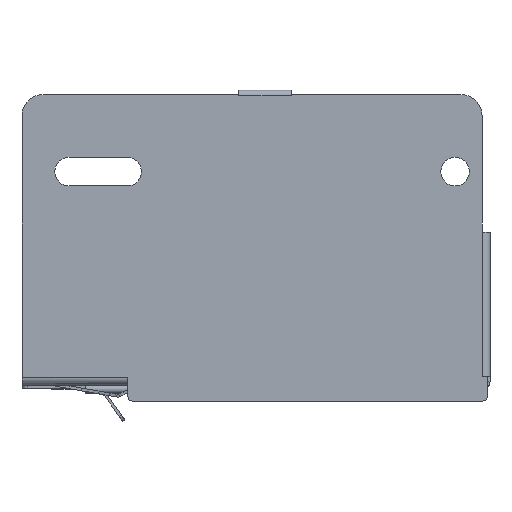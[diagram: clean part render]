
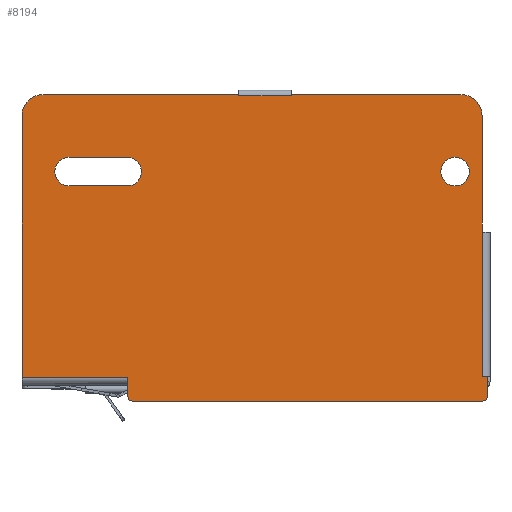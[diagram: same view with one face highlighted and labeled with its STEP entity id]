
A CAD part, front view. The second image highlights one B-rep face of the part: STEP entity #8194.
In plain terms, the highlighted planar face has unit normal (0, -1, 0).
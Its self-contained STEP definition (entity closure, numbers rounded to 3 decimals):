
#310=DIRECTION('',(0.,0.,1.));
#311=VECTOR('',#310,27.4);
#312=CARTESIAN_POINT('',(-13.963,17.25,-25.9));
#313=LINE('',#312,#311);
#2527=DIRECTION('',(0.,0.,-1.));
#2528=VECTOR('',#2527,0.463);
#2529=CARTESIAN_POINT('',(-80.963,17.25,-27.5));
#2530=LINE('',#2529,#2528);
#2541=DIRECTION('',(0.,0.,1.));
#2542=VECTOR('',#2541,1.5);
#2543=CARTESIAN_POINT('',(-80.963,17.25,-27.5));
#2544=LINE('',#2543,#2542);
#2548=DIRECTION('',(0.,0.,1.));
#2549=VECTOR('',#2548,49.5);
#2550=CARTESIAN_POINT('',(-100.963,17.25,-26.));
#2551=LINE('',#2550,#2549);
#2555=CARTESIAN_POINT('',(-96.963,17.25,23.5));
#2556=DIRECTION('',(0.,1.,0.));
#2557=DIRECTION('',(-1.,0.,0.));
#2558=AXIS2_PLACEMENT_3D('',#2555,#2556,#2557);
#2563=DIRECTION('',(0.,0.,-1.));
#2564=VECTOR('',#2563,0.2);
#2565=CARTESIAN_POINT('',(-60.,17.25,27.5));
#2566=LINE('',#2565,#2564);
#2570=CARTESIAN_POINT('',(-17.963,17.25,23.5));
#2571=DIRECTION('',(0.,1.,0.));
#2572=DIRECTION('',(0.,0.,1.));
#2573=AXIS2_PLACEMENT_3D('',#2570,#2571,#2572);
#2578=DIRECTION('',(0.,0.,-1.));
#2579=VECTOR('',#2578,2.117);
#2580=CARTESIAN_POINT('',(-12.963,17.25,-25.9));
#2581=LINE('',#2580,#2579);
#2585=DIRECTION('',(0.,0.,-1.));
#2586=VECTOR('',#2585,1.483);
#2587=CARTESIAN_POINT('',(-12.963,17.25,-28.017));
#2588=LINE('',#2587,#2586);
#2592=CARTESIAN_POINT('',(-13.963,17.25,-29.5));
#2593=DIRECTION('',(0.,1.,0.));
#2594=DIRECTION('',(1.,0.,0.));
#2595=AXIS2_PLACEMENT_3D('',#2592,#2593,#2594);
#2600=DIRECTION('',(-1.,0.,0.));
#2601=VECTOR('',#2600,66.);
#2602=CARTESIAN_POINT('',(-13.963,17.25,-30.5));
#2603=LINE('',#2602,#2601);
#2607=CARTESIAN_POINT('',(-79.963,17.25,-29.5));
#2608=DIRECTION('',(0.,1.,0.));
#2609=DIRECTION('',(0.,0.,-1.));
#2610=AXIS2_PLACEMENT_3D('',#2607,#2608,#2609);
#2615=DIRECTION('',(0.,0.,1.));
#2616=VECTOR('',#2615,1.537);
#2617=CARTESIAN_POINT('',(-80.963,17.25,-29.5));
#2618=LINE('',#2617,#2616);
#2622=CARTESIAN_POINT('',(-81.063,17.25,12.904));
#2623=DIRECTION('',(0.,-1.,0.));
#2624=DIRECTION('',(0.,0.,-1.));
#2625=AXIS2_PLACEMENT_3D('',#2622,#2623,#2624);
#2630=CARTESIAN_POINT('',(-92.063,17.25,12.904));
#2631=DIRECTION('',(0.,-1.,0.));
#2632=DIRECTION('',(0.,0.,1.));
#2633=AXIS2_PLACEMENT_3D('',#2630,#2631,#2632);
#2638=CARTESIAN_POINT('',(-19.063,17.25,12.904));
#2639=DIRECTION('',(0.,-1.,0.));
#2640=DIRECTION('',(0.,0.,1.));
#2641=AXIS2_PLACEMENT_3D('',#2638,#2639,#2640);
#2646=CARTESIAN_POINT('',(-19.063,17.25,12.904));
#2647=DIRECTION('',(0.,-1.,0.));
#2648=DIRECTION('',(0.,0.,-1.));
#2649=AXIS2_PLACEMENT_3D('',#2646,#2647,#2648);
#2698=DIRECTION('',(1.,0.,0.));
#2699=VECTOR('',#2698,20.);
#2700=CARTESIAN_POINT('',(-100.963,17.25,-26.));
#2701=LINE('',#2700,#2699);
#4671=DIRECTION('',(-1.,0.,0.));
#4672=VECTOR('',#4671,36.963);
#4673=CARTESIAN_POINT('',(-60.,17.25,27.5));
#4674=LINE('',#4673,#4672);
#4722=DIRECTION('',(-1.,0.,0.));
#4723=VECTOR('',#4722,10.);
#4724=CARTESIAN_POINT('',(-50.,17.25,27.3));
#4725=LINE('',#4724,#4723);
#4886=DIRECTION('',(0.,0.,-1.));
#4887=VECTOR('',#4886,0.2);
#4888=CARTESIAN_POINT('',(-50.,17.25,27.5));
#4889=LINE('',#4888,#4887);
#4893=DIRECTION('',(-1.,0.,0.));
#4894=VECTOR('',#4893,32.037);
#4895=CARTESIAN_POINT('',(-17.963,17.25,27.5));
#4896=LINE('',#4895,#4894);
#4928=DIRECTION('',(0.,0.,1.));
#4929=VECTOR('',#4928,22.);
#4930=CARTESIAN_POINT('',(-13.963,17.25,1.5));
#4931=LINE('',#4930,#4929);
#4935=DIRECTION('',(-1.,0.,0.));
#4936=VECTOR('',#4935,1.);
#4937=CARTESIAN_POINT('',(-12.963,17.25,-25.9));
#4938=LINE('',#4937,#4936);
#5033=DIRECTION('',(-1.,0.,0.));
#5034=VECTOR('',#5033,11.);
#5035=CARTESIAN_POINT('',(-81.063,17.25,10.204));
#5036=LINE('',#5035,#5034);
#5054=DIRECTION('',(1.,0.,0.));
#5055=VECTOR('',#5054,11.);
#5056=CARTESIAN_POINT('',(-92.063,17.25,15.604));
#5057=LINE('',#5056,#5055);
#5245=CARTESIAN_POINT('',(-13.963,17.25,1.5));
#5246=VERTEX_POINT('',#5245);
#5249=CARTESIAN_POINT('',(-13.963,17.25,-25.9));
#5251=VERTEX_POINT('',#5249);
#5624=CARTESIAN_POINT('',(-80.963,17.25,-27.5));
#5625=CARTESIAN_POINT('',(-80.963,17.25,-27.963));
#5626=VERTEX_POINT('',#5624);
#5627=VERTEX_POINT('',#5625);
#5628=CARTESIAN_POINT('',(-80.963,17.25,-26.));
#5629=VERTEX_POINT('',#5628);
#5630=CARTESIAN_POINT('',(-100.963,17.25,-26.));
#5631=VERTEX_POINT('',#5630);
#5632=CARTESIAN_POINT('',(-100.963,17.25,23.5));
#5633=VERTEX_POINT('',#5632);
#5634=CARTESIAN_POINT('',(-96.963,17.25,27.5));
#5635=VERTEX_POINT('',#5634);
#5636=CARTESIAN_POINT('',(-60.,17.25,27.5));
#5637=VERTEX_POINT('',#5636);
#5638=CARTESIAN_POINT('',(-60.,17.25,27.3));
#5639=VERTEX_POINT('',#5638);
#5640=CARTESIAN_POINT('',(-50.,17.25,27.3));
#5641=VERTEX_POINT('',#5640);
#5642=CARTESIAN_POINT('',(-50.,17.25,27.5));
#5643=VERTEX_POINT('',#5642);
#5644=CARTESIAN_POINT('',(-17.963,17.25,27.5));
#5645=VERTEX_POINT('',#5644);
#5646=CARTESIAN_POINT('',(-13.963,17.25,23.5));
#5647=VERTEX_POINT('',#5646);
#5648=CARTESIAN_POINT('',(-12.963,17.25,-25.9));
#5649=VERTEX_POINT('',#5648);
#5650=CARTESIAN_POINT('',(-12.963,17.25,-28.017));
#5651=VERTEX_POINT('',#5650);
#5652=CARTESIAN_POINT('',(-12.963,17.25,-29.5));
#5653=VERTEX_POINT('',#5652);
#5654=CARTESIAN_POINT('',(-13.963,17.25,-30.5));
#5655=VERTEX_POINT('',#5654);
#5656=CARTESIAN_POINT('',(-79.963,17.25,-30.5));
#5657=VERTEX_POINT('',#5656);
#5658=CARTESIAN_POINT('',(-80.963,17.25,-29.5));
#5659=VERTEX_POINT('',#5658);
#5660=CARTESIAN_POINT('',(-81.063,17.25,10.204));
#5661=CARTESIAN_POINT('',(-81.063,17.25,15.604));
#5662=VERTEX_POINT('',#5660);
#5663=VERTEX_POINT('',#5661);
#5664=CARTESIAN_POINT('',(-92.063,17.25,15.604));
#5665=VERTEX_POINT('',#5664);
#5666=CARTESIAN_POINT('',(-92.063,17.25,10.204));
#5667=VERTEX_POINT('',#5666);
#5668=CARTESIAN_POINT('',(-19.063,17.25,15.604));
#5669=CARTESIAN_POINT('',(-19.063,17.25,10.204));
#5670=VERTEX_POINT('',#5668);
#5671=VERTEX_POINT('',#5669);
#8133=CARTESIAN_POINT('',(100.963,17.25,-27.5));
#8134=DIRECTION('',(0.,-1.,0.));
#8135=DIRECTION('',(0.,0.,1.));
#8136=AXIS2_PLACEMENT_3D('',#8133,#8134,#8135);
#8137=PLANE('',#8136);
#8138=ORIENTED_EDGE('',*,*,#8123,.F.);
#8140=ORIENTED_EDGE('',*,*,#8139,.T.);
#8142=ORIENTED_EDGE('',*,*,#8141,.F.);
#8144=ORIENTED_EDGE('',*,*,#8143,.T.);
#8146=ORIENTED_EDGE('',*,*,#8145,.T.);
#8148=ORIENTED_EDGE('',*,*,#8147,.F.);
#8150=ORIENTED_EDGE('',*,*,#8149,.T.);
#8152=ORIENTED_EDGE('',*,*,#8151,.F.);
#8154=ORIENTED_EDGE('',*,*,#8153,.F.);
#8156=ORIENTED_EDGE('',*,*,#8155,.F.);
#8158=ORIENTED_EDGE('',*,*,#8157,.T.);
#8160=ORIENTED_EDGE('',*,*,#8159,.F.);
#8161=ORIENTED_EDGE('',*,*,#6195,.F.);
#8163=ORIENTED_EDGE('',*,*,#8162,.F.);
#8165=ORIENTED_EDGE('',*,*,#8164,.T.);
#8167=ORIENTED_EDGE('',*,*,#8166,.T.);
#8169=ORIENTED_EDGE('',*,*,#8168,.T.);
#8171=ORIENTED_EDGE('',*,*,#8170,.T.);
#8173=ORIENTED_EDGE('',*,*,#8172,.T.);
#8175=ORIENTED_EDGE('',*,*,#8174,.T.);
#8176=EDGE_LOOP('',(#8138,#8140,#8142,#8144,#8146,#8148,#8150,#8152,#8154,#8156,
#8158,#8160,#8161,#8163,#8165,#8167,#8169,#8171,#8173,#8175));
#8177=FACE_OUTER_BOUND('',#8176,.F.);
#8179=ORIENTED_EDGE('',*,*,#8178,.T.);
#8181=ORIENTED_EDGE('',*,*,#8180,.F.);
#8183=ORIENTED_EDGE('',*,*,#8182,.T.);
#8185=ORIENTED_EDGE('',*,*,#8184,.F.);
#8186=EDGE_LOOP('',(#8179,#8181,#8183,#8185));
#8187=FACE_BOUND('',#8186,.F.);
#8189=ORIENTED_EDGE('',*,*,#8188,.T.);
#8191=ORIENTED_EDGE('',*,*,#8190,.T.);
#8192=EDGE_LOOP('',(#8189,#8191));
#8193=FACE_BOUND('',#8192,.F.);
#8194=ADVANCED_FACE('',(#8177,#8187,#8193),#8137,.T.);
#2559=CIRCLE('',#2558,4.);
#2574=CIRCLE('',#2573,4.);
#2596=CIRCLE('',#2595,1.);
#2611=CIRCLE('',#2610,1.);
#2626=CIRCLE('',#2625,2.7);
#2634=CIRCLE('',#2633,2.7);
#2642=CIRCLE('',#2641,2.7);
#2650=CIRCLE('',#2649,2.7);
#6195=EDGE_CURVE('',#5251,#5246,#313,.T.);
#8123=EDGE_CURVE('',#5626,#5627,#2530,.T.);
#8139=EDGE_CURVE('',#5626,#5629,#2544,.T.);
#8141=EDGE_CURVE('',#5631,#5629,#2701,.T.);
#8143=EDGE_CURVE('',#5631,#5633,#2551,.T.);
#8145=EDGE_CURVE('',#5633,#5635,#2559,.T.);
#8147=EDGE_CURVE('',#5637,#5635,#4674,.T.);
#8149=EDGE_CURVE('',#5637,#5639,#2566,.T.);
#8151=EDGE_CURVE('',#5641,#5639,#4725,.T.);
#8153=EDGE_CURVE('',#5643,#5641,#4889,.T.);
#8155=EDGE_CURVE('',#5645,#5643,#4896,.T.);
#8157=EDGE_CURVE('',#5645,#5647,#2574,.T.);
#8159=EDGE_CURVE('',#5246,#5647,#4931,.T.);
#8162=EDGE_CURVE('',#5649,#5251,#4938,.T.);
#8164=EDGE_CURVE('',#5649,#5651,#2581,.T.);
#8166=EDGE_CURVE('',#5651,#5653,#2588,.T.);
#8168=EDGE_CURVE('',#5653,#5655,#2596,.T.);
#8170=EDGE_CURVE('',#5655,#5657,#2603,.T.);
#8172=EDGE_CURVE('',#5657,#5659,#2611,.T.);
#8174=EDGE_CURVE('',#5659,#5627,#2618,.T.);
#8178=EDGE_CURVE('',#5662,#5663,#2626,.T.);
#8180=EDGE_CURVE('',#5665,#5663,#5057,.T.);
#8182=EDGE_CURVE('',#5665,#5667,#2634,.T.);
#8184=EDGE_CURVE('',#5662,#5667,#5036,.T.);
#8188=EDGE_CURVE('',#5670,#5671,#2642,.T.);
#8190=EDGE_CURVE('',#5671,#5670,#2650,.T.);
